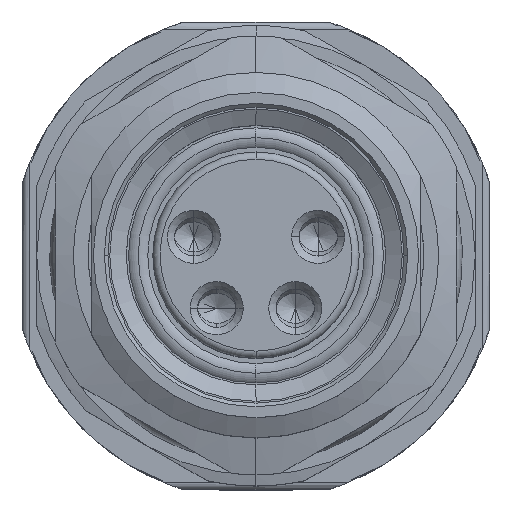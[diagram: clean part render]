
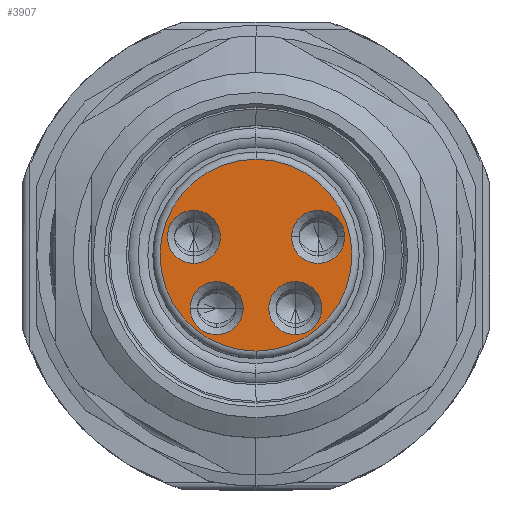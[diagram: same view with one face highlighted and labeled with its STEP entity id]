
A CAD part, top view. The second image highlights one B-rep face of the part: STEP entity #3907.
In plain terms, the highlighted planar face has unit normal (0, 0, 1).
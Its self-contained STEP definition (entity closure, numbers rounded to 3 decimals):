
#3760 = VERTEX_POINT('',#3761);
#3761 = CARTESIAN_POINT('',(2.425,0.5,-0.8));
#3767 = EDGE_CURVE('',#3760,#3768,#3770,.T.);
#3768 = VERTEX_POINT('',#3769);
#3769 = CARTESIAN_POINT('',(1.7,-0.225,-0.8));
#3770 = CIRCLE('',#3771,0.725);
#3771 = AXIS2_PLACEMENT_3D('',#3772,#3773,#3774);
#3772 = CARTESIAN_POINT('',(1.7,0.5,-0.8));
#3773 = DIRECTION('',(0.,0.,-1.));
#3774 = DIRECTION('',(1.,0.,0.));
#3776 = EDGE_CURVE('',#3768,#3777,#3779,.T.);
#3777 = VERTEX_POINT('',#3778);
#3778 = CARTESIAN_POINT('',(0.975,0.5,-0.8));
#3779 = CIRCLE('',#3780,0.725);
#3780 = AXIS2_PLACEMENT_3D('',#3781,#3782,#3783);
#3781 = CARTESIAN_POINT('',(1.7,0.5,-0.8));
#3782 = DIRECTION('',(0.,0.,-1.));
#3783 = DIRECTION('',(1.,0.,0.));
#3801 = VERTEX_POINT('',#3802);
#3802 = CARTESIAN_POINT('',(1.075,-0.725,-0.8));
#3808 = EDGE_CURVE('',#3801,#3809,#3811,.T.);
#3809 = VERTEX_POINT('',#3810);
#3810 = CARTESIAN_POINT('',(1.075,-2.175,-0.8));
#3811 = CIRCLE('',#3812,0.725);
#3812 = AXIS2_PLACEMENT_3D('',#3813,#3814,#3815);
#3813 = CARTESIAN_POINT('',(1.075,-1.45,-0.8));
#3814 = DIRECTION('',(0.,0.,-1.));
#3815 = DIRECTION('',(0.,-1.,0.));
#3839 = VERTEX_POINT('',#3840);
#3840 = CARTESIAN_POINT('',(-1.7,1.225,-0.8));
#3846 = EDGE_CURVE('',#3839,#3847,#3849,.T.);
#3847 = VERTEX_POINT('',#3848);
#3848 = CARTESIAN_POINT('',(-1.7,-0.225,-0.8));
#3849 = CIRCLE('',#3850,0.725);
#3850 = AXIS2_PLACEMENT_3D('',#3851,#3852,#3853);
#3851 = CARTESIAN_POINT('',(-1.7,0.5,-0.8));
#3852 = DIRECTION('',(0.,0.,-1.));
#3853 = DIRECTION('',(0.,-1.,0.));
#3872 = VERTEX_POINT('',#3873);
#3873 = CARTESIAN_POINT('',(-0.35,-1.45,-0.8));
#3879 = EDGE_CURVE('',#3872,#3880,#3882,.T.);
#3880 = VERTEX_POINT('',#3881);
#3881 = CARTESIAN_POINT('',(-1.8,-1.45,-0.8));
#3882 = CIRCLE('',#3883,0.725);
#3883 = AXIS2_PLACEMENT_3D('',#3884,#3885,#3886);
#3884 = CARTESIAN_POINT('',(-1.075,-1.45,-0.8));
#3885 = DIRECTION('',(0.,0.,-1.));
#3886 = DIRECTION('',(1.,0.,0.));
#3907 = ADVANCED_FACE('',(#3908,#3928,#3947,#3957,#3967),#3978,.T.);
#3908 = FACE_BOUND('',#3909,.T.);
#3909 = EDGE_LOOP('',(#3910,#3921));
#3910 = ORIENTED_EDGE('',*,*,#3911,.T.);
#3911 = EDGE_CURVE('',#3912,#3914,#3916,.T.);
#3912 = VERTEX_POINT('',#3913);
#3913 = CARTESIAN_POINT('',(0.,-2.625,-0.8));
#3914 = VERTEX_POINT('',#3915);
#3915 = CARTESIAN_POINT('',(0.,2.625,-0.8));
#3916 = CIRCLE('',#3917,2.625);
#3917 = AXIS2_PLACEMENT_3D('',#3918,#3919,#3920);
#3918 = CARTESIAN_POINT('',(0.,0.,-0.8
    ));
#3919 = DIRECTION('',(0.,0.,1.));
#3920 = DIRECTION('',(0.,-1.,0.));
#3921 = ORIENTED_EDGE('',*,*,#3922,.T.);
#3922 = EDGE_CURVE('',#3914,#3912,#3923,.T.);
#3923 = CIRCLE('',#3924,2.625);
#3924 = AXIS2_PLACEMENT_3D('',#3925,#3926,#3927);
#3925 = CARTESIAN_POINT('',(0.,0.,-0.8
    ));
#3926 = DIRECTION('',(0.,0.,1.));
#3927 = DIRECTION('',(0.,-1.,0.));
#3928 = FACE_BOUND('',#3929,.T.);
#3929 = EDGE_LOOP('',(#3930,#3939,#3946));
#3930 = ORIENTED_EDGE('',*,*,#3931,.T.);
#3931 = EDGE_CURVE('',#3880,#3932,#3934,.T.);
#3932 = VERTEX_POINT('',#3933);
#3933 = CARTESIAN_POINT('',(-1.075,-0.725,-0.8));
#3934 = CIRCLE('',#3935,0.725);
#3935 = AXIS2_PLACEMENT_3D('',#3936,#3937,#3938);
#3936 = CARTESIAN_POINT('',(-1.075,-1.45,-0.8));
#3937 = DIRECTION('',(0.,0.,-1.));
#3938 = DIRECTION('',(1.,0.,0.));
#3939 = ORIENTED_EDGE('',*,*,#3940,.T.);
#3940 = EDGE_CURVE('',#3932,#3872,#3941,.T.);
#3941 = CIRCLE('',#3942,0.725);
#3942 = AXIS2_PLACEMENT_3D('',#3943,#3944,#3945);
#3943 = CARTESIAN_POINT('',(-1.075,-1.45,-0.8));
#3944 = DIRECTION('',(0.,0.,-1.));
#3945 = DIRECTION('',(1.,0.,0.));
#3946 = ORIENTED_EDGE('',*,*,#3879,.T.);
#3947 = FACE_BOUND('',#3948,.T.);
#3948 = EDGE_LOOP('',(#3949,#3956));
#3949 = ORIENTED_EDGE('',*,*,#3950,.T.);
#3950 = EDGE_CURVE('',#3847,#3839,#3951,.T.);
#3951 = CIRCLE('',#3952,0.725);
#3952 = AXIS2_PLACEMENT_3D('',#3953,#3954,#3955);
#3953 = CARTESIAN_POINT('',(-1.7,0.5,-0.8));
#3954 = DIRECTION('',(0.,0.,-1.));
#3955 = DIRECTION('',(0.,-1.,0.));
#3956 = ORIENTED_EDGE('',*,*,#3846,.T.);
#3957 = FACE_BOUND('',#3958,.T.);
#3958 = EDGE_LOOP('',(#3959,#3966));
#3959 = ORIENTED_EDGE('',*,*,#3960,.T.);
#3960 = EDGE_CURVE('',#3809,#3801,#3961,.T.);
#3961 = CIRCLE('',#3962,0.725);
#3962 = AXIS2_PLACEMENT_3D('',#3963,#3964,#3965);
#3963 = CARTESIAN_POINT('',(1.075,-1.45,-0.8));
#3964 = DIRECTION('',(0.,0.,-1.));
#3965 = DIRECTION('',(0.,-1.,0.));
#3966 = ORIENTED_EDGE('',*,*,#3808,.T.);
#3967 = FACE_BOUND('',#3968,.T.);
#3968 = EDGE_LOOP('',(#3969,#3970,#3971));
#3969 = ORIENTED_EDGE('',*,*,#3767,.T.);
#3970 = ORIENTED_EDGE('',*,*,#3776,.T.);
#3971 = ORIENTED_EDGE('',*,*,#3972,.T.);
#3972 = EDGE_CURVE('',#3777,#3760,#3973,.T.);
#3973 = CIRCLE('',#3974,0.725);
#3974 = AXIS2_PLACEMENT_3D('',#3975,#3976,#3977);
#3975 = CARTESIAN_POINT('',(1.7,0.5,-0.8));
#3976 = DIRECTION('',(0.,0.,-1.));
#3977 = DIRECTION('',(1.,0.,0.));
#3978 = PLANE('',#3979);
#3979 = AXIS2_PLACEMENT_3D('',#3980,#3981,#3982);
#3980 = CARTESIAN_POINT('',(-2.772,2.772,-0.8));
#3981 = DIRECTION('',(0.,0.,1.));
#3982 = DIRECTION('',(0.,-1.,0.));
